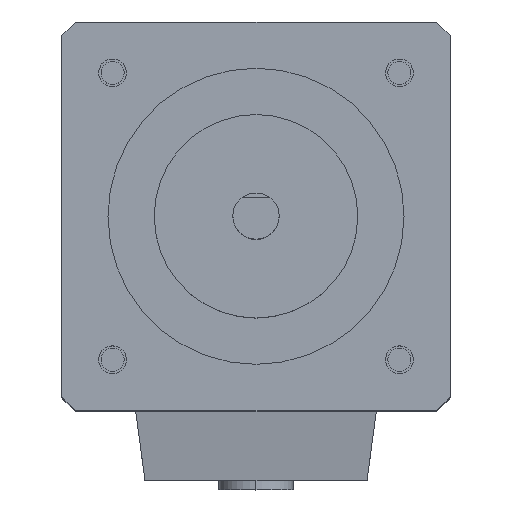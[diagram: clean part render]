
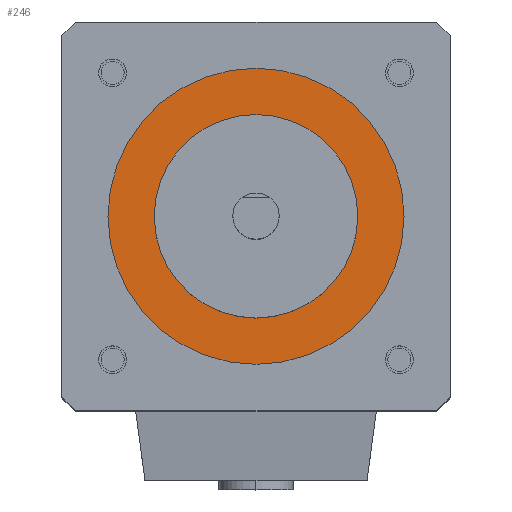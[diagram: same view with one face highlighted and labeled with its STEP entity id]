
A CAD part, top view. The second image highlights one B-rep face of the part: STEP entity #246.
In plain terms, the highlighted planar face has unit normal (0, 0, 1).
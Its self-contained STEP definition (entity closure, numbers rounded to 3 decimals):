
#169 = EDGE_CURVE ( 'NONE', #824, #825, #2643, .T. ) ;
#172 = EDGE_CURVE ( 'NONE', #826, #827, #2646, .T. ) ;
#209 = EDGE_CURVE ( 'NONE', #827, #826, #2767, .T. ) ;
#210 = EDGE_CURVE ( 'NONE', #825, #824, #2826, .T. ) ;
#246 = ADVANCED_FACE ( 'NONE', ( #2393, #2394 ), #2928, .T. ) ;
#778 = ORIENTED_EDGE ( 'NONE', *, *, #209, .T. ) ;
#780 = ORIENTED_EDGE ( 'NONE', *, *, #210, .F. ) ;
#783 = ORIENTED_EDGE ( 'NONE', *, *, #172, .T. ) ;
#784 = ORIENTED_EDGE ( 'NONE', *, *, #169, .F. ) ;
#824 = VERTEX_POINT ( 'NONE', #3592 ) ;
#825 = VERTEX_POINT ( 'NONE', #3593 ) ;
#826 = VERTEX_POINT ( 'NONE', #3594 ) ;
#827 = VERTEX_POINT ( 'NONE', #3595 ) ;
#857 = EDGE_LOOP ( 'NONE', ( #778, #783 ) ) ;
#858 = EDGE_LOOP ( 'NONE', ( #780, #784 ) ) ;
#2393 = FACE_OUTER_BOUND ( 'NONE', #857, .T. ) ;
#2394 = FACE_BOUND ( 'NONE', #858, .T. ) ;
#2613 = CARTESIAN_POINT ( 'NONE',  ( 21., 21., -0.5 ) ) ;
#2614 = DIRECTION ( 'NONE',  ( 0., 0., 1. ) ) ;
#2615 = DIRECTION ( 'NONE',  ( 1., 0., 0. ) ) ;
#2620 = CARTESIAN_POINT ( 'NONE',  ( 21., 21., -0.5 ) ) ;
#2621 = DIRECTION ( 'NONE',  ( 0., 0., 1. ) ) ;
#2622 = DIRECTION ( 'NONE',  ( 1., 0., 0. ) ) ;
#2643 = CIRCLE ( 'NONE', #2644, 11. ) ;
#2644 = AXIS2_PLACEMENT_3D ( 'NONE', #2613, #2614, #2615 ) ;
#2646 = CIRCLE ( 'NONE', #2648, 16. ) ;
#2648 = AXIS2_PLACEMENT_3D ( 'NONE', #2620, #2621, #2622 ) ;
#2767 = CIRCLE ( 'NONE', #2832, 16. ) ;
#2794 = CARTESIAN_POINT ( 'NONE',  ( 21., 21., -0.5 ) ) ;
#2795 = DIRECTION ( 'NONE',  ( 0., 0., 1. ) ) ;
#2796 = DIRECTION ( 'NONE',  ( 1., 0., 0. ) ) ;
#2797 = CARTESIAN_POINT ( 'NONE',  ( 21., 21., -0.5 ) ) ;
#2798 = DIRECTION ( 'NONE',  ( 0., 0., 1. ) ) ;
#2799 = DIRECTION ( 'NONE',  ( 1., 0., 0. ) ) ;
#2826 = CIRCLE ( 'NONE', #2834, 11. ) ;
#2832 = AXIS2_PLACEMENT_3D ( 'NONE', #2794, #2795, #2796 ) ;
#2834 = AXIS2_PLACEMENT_3D ( 'NONE', #2797, #2798, #2799 ) ;
#2928 = PLANE ( 'NONE',  #2937 ) ;
#2929 = CARTESIAN_POINT ( 'NONE',  ( 21., 21., -0.5 ) ) ;
#2937 = AXIS2_PLACEMENT_3D ( 'NONE', #2929, #2953, #2954 ) ;
#2953 = DIRECTION ( 'NONE',  ( 0., 0., 1. ) ) ;
#2954 = DIRECTION ( 'NONE',  ( 1., 0., 0. ) ) ;
#3592 = CARTESIAN_POINT ( 'NONE',  ( 32., 21., -0.5 ) ) ;
#3593 = CARTESIAN_POINT ( 'NONE',  ( 10., 21., -0.5 ) ) ;
#3594 = CARTESIAN_POINT ( 'NONE',  ( 5., 21., -0.5 ) ) ;
#3595 = CARTESIAN_POINT ( 'NONE',  ( 37., 21., -0.5 ) ) ;
